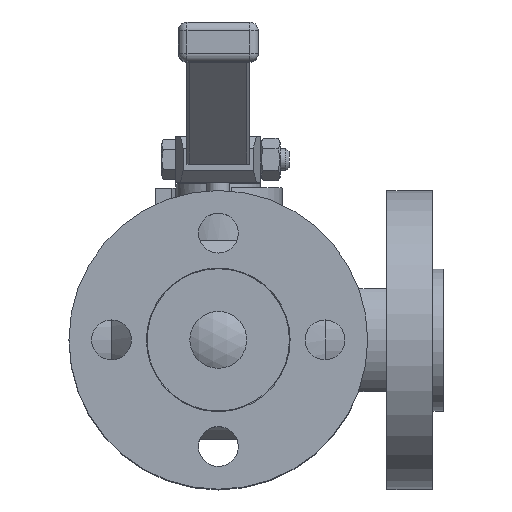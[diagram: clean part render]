
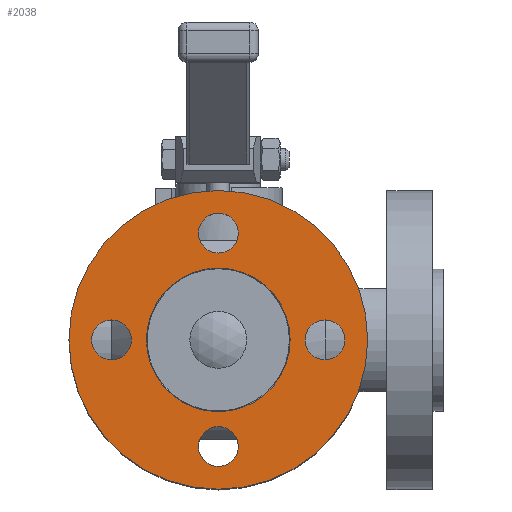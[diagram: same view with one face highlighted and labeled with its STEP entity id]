
A CAD part, top view. The second image highlights one B-rep face of the part: STEP entity #2038.
In plain terms, the highlighted planar face has unit normal (0, 0, 1).
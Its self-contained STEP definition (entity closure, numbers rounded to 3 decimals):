
#2038=ADVANCED_FACE('',(#4697,#4699,#4701,#4703,#4705,#4707),#4709,.T.);
#4697=FACE_BOUND('',#4698,.T.);
#4698=EDGE_LOOP('',(#6537));
#4699=FACE_BOUND('',#4700,.T.);
#4700=EDGE_LOOP('',(#6538));
#4701=FACE_BOUND('',#4702,.T.);
#4702=EDGE_LOOP('',(#6539));
#4703=FACE_BOUND('',#4704,.T.);
#4704=EDGE_LOOP('',(#6540));
#4705=FACE_BOUND('',#4706,.T.);
#4706=EDGE_LOOP('',(#6541));
#4707=FACE_BOUND('',#4708,.T.);
#4708=EDGE_LOOP('',(#6542));
#4709=PLANE('',#4710);
#4710=AXIS2_PLACEMENT_3D('',#4711,#4712,#4713);
#4711=CARTESIAN_POINT('',(0.,0.,75.25));
#4712=DIRECTION('',(0.,0.,1.));
#4713=DIRECTION('',(0.,1.,0.));
#6537=ORIENTED_EDGE('',*,*,#7461,.F.);
#6538=ORIENTED_EDGE('',*,*,#7462,.T.);
#6539=ORIENTED_EDGE('',*,*,#7463,.T.);
#6540=ORIENTED_EDGE('',*,*,#7464,.T.);
#6541=ORIENTED_EDGE('',*,*,#7476,.T.);
#6542=ORIENTED_EDGE('',*,*,#7465,.T.);
#7461=EDGE_CURVE('',#8489,#8489,#8490,.T.);
#7462=EDGE_CURVE('',#8491,#8491,#8492,.T.);
#7463=EDGE_CURVE('',#8493,#8493,#8494,.T.);
#7464=EDGE_CURVE('',#8495,#8495,#8496,.T.);
#7465=EDGE_CURVE('',#8497,#8497,#8498,.T.);
#7476=EDGE_CURVE('',#8519,#8519,#8520,.T.);
#8489=VERTEX_POINT('',#12227);
#8490=CIRCLE('',#12228,52.5);
#8491=VERTEX_POINT('',#12232);
#8492=CIRCLE('',#12233,7.);
#8493=VERTEX_POINT('',#12237);
#8494=CIRCLE('',#12238,7.);
#8495=VERTEX_POINT('',#12242);
#8496=CIRCLE('',#12243,7.);
#8497=VERTEX_POINT('',#12247);
#8498=CIRCLE('',#12248,7.);
#8519=VERTEX_POINT('',#12302);
#8520=CIRCLE('',#12303,25.25);
#12227=CARTESIAN_POINT('',(0.,52.5,75.25));
#12228=AXIS2_PLACEMENT_3D('',#12229,#12230,#12231);
#12229=CARTESIAN_POINT('',(0.,0.,75.25));
#12230=DIRECTION('',(0.,0.,-1.));
#12231=DIRECTION('',(0.,1.,0.));
#12232=CARTESIAN_POINT('',(7.,-37.5,75.25));
#12233=AXIS2_PLACEMENT_3D('',#12234,#12235,#12236);
#12234=CARTESIAN_POINT('',(0.,-37.5,75.25));
#12235=DIRECTION('',(0.,0.,-1.));
#12236=DIRECTION('',(1.,0.,0.));
#12237=CARTESIAN_POINT('',(-37.5,-7.,75.25));
#12238=AXIS2_PLACEMENT_3D('',#12239,#12240,#12241);
#12239=CARTESIAN_POINT('',(-37.5,0.,75.25));
#12240=DIRECTION('',(0.,0.,-1.));
#12241=DIRECTION('',(0.,-1.,0.));
#12242=CARTESIAN_POINT('',(-7.,37.5,75.25));
#12243=AXIS2_PLACEMENT_3D('',#12244,#12245,#12246);
#12244=CARTESIAN_POINT('',(0.,37.5,75.25));
#12245=DIRECTION('',(0.,0.,-1.));
#12246=DIRECTION('',(-1.,0.,0.));
#12247=CARTESIAN_POINT('',(37.5,7.,75.25));
#12248=AXIS2_PLACEMENT_3D('',#12249,#12250,#12251);
#12249=CARTESIAN_POINT('',(37.5,0.,75.25));
#12250=DIRECTION('',(0.,0.,-1.));
#12251=DIRECTION('',(0.,1.,0.));
#12302=CARTESIAN_POINT('',(0.,25.25,75.25));
#12303=AXIS2_PLACEMENT_3D('',#12304,#12305,#12306);
#12304=CARTESIAN_POINT('',(0.,0.,75.25));
#12305=DIRECTION('',(0.,0.,-1.));
#12306=DIRECTION('',(0.,1.,0.));
